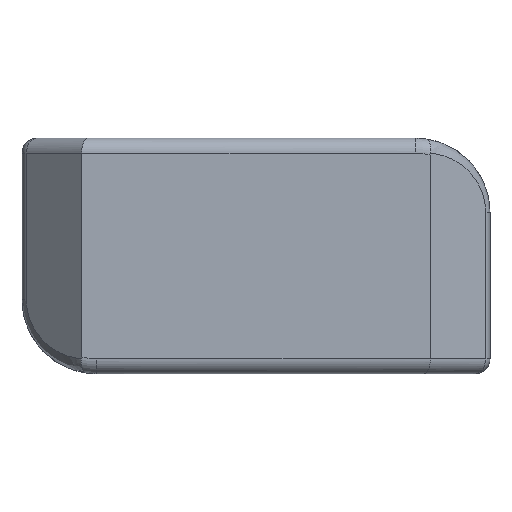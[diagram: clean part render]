
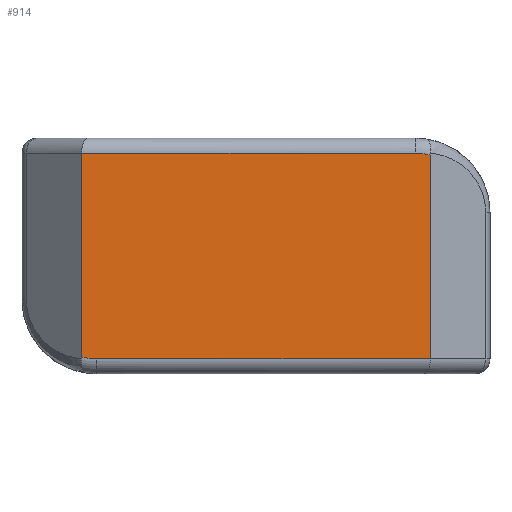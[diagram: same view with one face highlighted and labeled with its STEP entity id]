
A CAD part, front view. The second image highlights one B-rep face of the part: STEP entity #914.
In plain terms, the highlighted planar face has unit normal (0, -1, 0).
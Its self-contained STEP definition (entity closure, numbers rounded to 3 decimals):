
#12 = DIRECTION ( 'NONE',  ( 0., 0., -1. ) ) ;
#125 = DIRECTION ( 'NONE',  ( 0., -1., 0. ) ) ;
#230 = CARTESIAN_POINT ( 'NONE',  ( -5.85, 0., -1.45 ) ) ;
#245 = CARTESIAN_POINT ( 'NONE',  ( -5.85, 0., -3.386 ) ) ;
#341 = VERTEX_POINT ( 'NONE', #2455 ) ;
#354 = ORIENTED_EDGE ( 'NONE', *, *, #1490, .T. ) ;
#547 = CIRCLE ( 'NONE', #2070, 2. ) ;
#578 = LINE ( 'NONE', #2666, #1521 ) ;
#634 = DIRECTION ( 'NONE',  ( 0., 0., -1. ) ) ;
#665 = VERTEX_POINT ( 'NONE', #2000 ) ;
#842 = CARTESIAN_POINT ( 'NONE',  ( 5.85, 0., 3.386 ) ) ;
#914 = ADVANCED_FACE ( 'NONE', ( #1277 ), #2354, .T. ) ;
#964 = CARTESIAN_POINT ( 'NONE',  ( 5.85, 0., 1.45 ) ) ;
#969 = VERTEX_POINT ( 'NONE', #842 ) ;
#1037 = CIRCLE ( 'NONE', #2559, 2. ) ;
#1064 = VERTEX_POINT ( 'NONE', #2267 ) ;
#1094 = ORIENTED_EDGE ( 'NONE', *, *, #2476, .T. ) ;
#1097 = DIRECTION ( 'NONE',  ( 0., -1., 0. ) ) ;
#1192 = DIRECTION ( 'NONE',  ( -1., 0., 0. ) ) ;
#1277 = FACE_OUTER_BOUND ( 'NONE', #2414, .T. ) ;
#1307 = DIRECTION ( 'NONE',  ( 0., 0., -1. ) ) ;
#1466 = CARTESIAN_POINT ( 'NONE',  ( 0., 0., 0. ) ) ;
#1490 = EDGE_CURVE ( 'NONE', #1064, #1572, #2356, .T. ) ;
#1505 = DIRECTION ( 'NONE',  ( 0., -1., 0. ) ) ;
#1521 = VECTOR ( 'NONE', #1192, 1000. ) ;
#1543 = ORIENTED_EDGE ( 'NONE', *, *, #1609, .T. ) ;
#1572 = VERTEX_POINT ( 'NONE', #245 ) ;
#1579 = DIRECTION ( 'NONE',  ( 0., 0., 1. ) ) ;
#1581 = ORIENTED_EDGE ( 'NONE', *, *, #1891, .T. ) ;
#1609 = EDGE_CURVE ( 'NONE', #1798, #341, #1769, .T. ) ;
#1640 = AXIS2_PLACEMENT_3D ( 'NONE', #1466, #1505, #1307 ) ;
#1734 = VECTOR ( 'NONE', #1960, 1000. ) ;
#1769 = LINE ( 'NONE', #2371, #1734 ) ;
#1798 = VERTEX_POINT ( 'NONE', #1837 ) ;
#1837 = CARTESIAN_POINT ( 'NONE',  ( -5.35, 0., -3.45 ) ) ;
#1844 = EDGE_CURVE ( 'NONE', #969, #665, #1037, .T. ) ;
#1891 = EDGE_CURVE ( 'NONE', #341, #969, #2002, .T. ) ;
#1900 = CARTESIAN_POINT ( 'NONE',  ( -5.35, 0., -1.45 ) ) ;
#1924 = ORIENTED_EDGE ( 'NONE', *, *, #1844, .T. ) ;
#1958 = EDGE_CURVE ( 'NONE', #665, #1064, #578, .T. ) ;
#1960 = DIRECTION ( 'NONE',  ( 1., 0., 0. ) ) ;
#2000 = CARTESIAN_POINT ( 'NONE',  ( 5.35, 0., 3.45 ) ) ;
#2002 = LINE ( 'NONE', #964, #2516 ) ;
#2070 = AXIS2_PLACEMENT_3D ( 'NONE', #1900, #1097, #12 ) ;
#2076 = VECTOR ( 'NONE', #634, 1000. ) ;
#2267 = CARTESIAN_POINT ( 'NONE',  ( -5.85, 0., 3.45 ) ) ;
#2354 = PLANE ( 'NONE',  #1640 ) ;
#2356 = LINE ( 'NONE', #230, #2076 ) ;
#2370 = DIRECTION ( 'NONE',  ( 0., 0., -1. ) ) ;
#2371 = CARTESIAN_POINT ( 'NONE',  ( 5.85, 0., -3.45 ) ) ;
#2397 = CARTESIAN_POINT ( 'NONE',  ( 5.35, 0., 1.45 ) ) ;
#2414 = EDGE_LOOP ( 'NONE', ( #1581, #1924, #2702, #354, #1094, #1543 ) ) ;
#2455 = CARTESIAN_POINT ( 'NONE',  ( 5.85, 0., -3.45 ) ) ;
#2476 = EDGE_CURVE ( 'NONE', #1572, #1798, #547, .T. ) ;
#2516 = VECTOR ( 'NONE', #1579, 1000. ) ;
#2559 = AXIS2_PLACEMENT_3D ( 'NONE', #2397, #125, #2370 ) ;
#2666 = CARTESIAN_POINT ( 'NONE',  ( -5.85, 0., 3.45 ) ) ;
#2702 = ORIENTED_EDGE ( 'NONE', *, *, #1958, .T. ) ;
